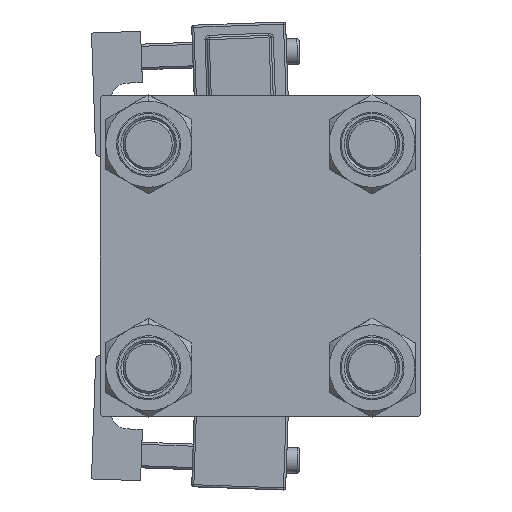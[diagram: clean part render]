
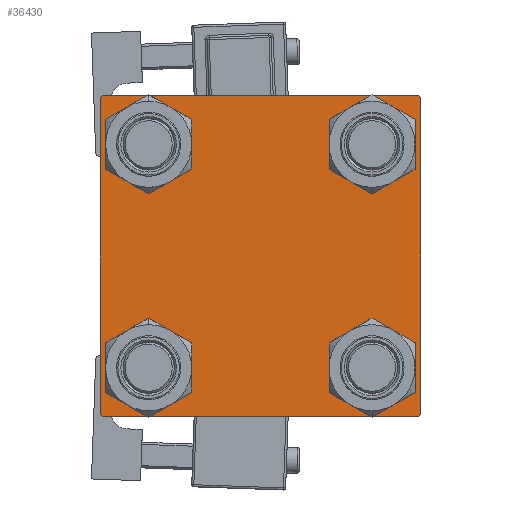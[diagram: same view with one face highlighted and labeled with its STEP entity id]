
A CAD part, left-side view. The second image highlights one B-rep face of the part: STEP entity #36430.
In plain terms, the highlighted planar face has unit normal (-1, 0, 0).
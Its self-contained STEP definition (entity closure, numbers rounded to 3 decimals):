
#31 = LINE ( 'NONE', #16252, #17433 ) ;
#352 = ORIENTED_EDGE ( 'NONE', *, *, #4082, .T. ) ;
#577 = DIRECTION ( 'NONE',  ( 1., 0., 0. ) ) ;
#768 = CIRCLE ( 'NONE', #30534, 6.5 ) ;
#929 = CARTESIAN_POINT ( 'NONE',  ( 0., -37., 37.5 ) ) ;
#1522 = ORIENTED_EDGE ( 'NONE', *, *, #7452, .T. ) ;
#1630 = AXIS2_PLACEMENT_3D ( 'NONE', #25654, #34168, #2956 ) ;
#1916 = CARTESIAN_POINT ( 'NONE',  ( 0., 37.5, -37. ) ) ;
#2819 = LINE ( 'NONE', #35013, #33825 ) ;
#2956 = DIRECTION ( 'NONE',  ( 0., 0., 1. ) ) ;
#3384 = LINE ( 'NONE', #32091, #42091 ) ;
#3747 = EDGE_CURVE ( 'NONE', #33934, #15485, #2819, .T. ) ;
#3995 = CARTESIAN_POINT ( 'NONE',  ( 0., 0., 0. ) ) ;
#4082 = EDGE_CURVE ( 'NONE', #24438, #24489, #11723, .T. ) ;
#4528 = FACE_BOUND ( 'NONE', #13534, .T. ) ;
#4777 = DIRECTION ( 'NONE',  ( 0., -0.707, -0.707 ) ) ;
#5254 = EDGE_CURVE ( 'NONE', #19329, #7307, #36471, .T. ) ;
#5814 = AXIS2_PLACEMENT_3D ( 'NONE', #27357, #43034, #34817 ) ;
#5883 = ORIENTED_EDGE ( 'NONE', *, *, #38131, .F. ) ;
#6099 = EDGE_LOOP ( 'NONE', ( #31665, #16356 ) ) ;
#6304 = DIRECTION ( 'NONE',  ( 0., 0., 1. ) ) ;
#6399 = DIRECTION ( 'NONE',  ( 0., 0.707, 0.707 ) ) ;
#6845 = EDGE_CURVE ( 'NONE', #48435, #6975, #40754, .T. ) ;
#6917 = CARTESIAN_POINT ( 'NONE',  ( 0., -37.25, 37.25 ) ) ;
#6975 = VERTEX_POINT ( 'NONE', #27352 ) ;
#7077 = CARTESIAN_POINT ( 'NONE',  ( 0., -26.15, 26.15 ) ) ;
#7307 = VERTEX_POINT ( 'NONE', #42715 ) ;
#7347 = EDGE_CURVE ( 'NONE', #42795, #40716, #26770, .T. ) ;
#7452 = EDGE_CURVE ( 'NONE', #42902, #25755, #34020, .T. ) ;
#7602 = VECTOR ( 'NONE', #42972, 1000. ) ;
#7718 = EDGE_LOOP ( 'NONE', ( #35461, #14579, #49963, #29213, #49696, #12177, #5883, #42329 ) ) ;
#8406 = CIRCLE ( 'NONE', #1630, 6.5 ) ;
#9023 = FACE_BOUND ( 'NONE', #6099, .T. ) ;
#9290 = PLANE ( 'NONE',  #49009 ) ;
#9791 = CARTESIAN_POINT ( 'NONE',  ( 0., 26.15, -19.65 ) ) ;
#9820 = DIRECTION ( 'NONE',  ( 0., -1., 0. ) ) ;
#10636 = DIRECTION ( 'NONE',  ( 0., 0., -1. ) ) ;
#11723 = CIRCLE ( 'NONE', #5814, 6.5 ) ;
#11849 = DIRECTION ( 'NONE',  ( 0., -0.707, 0.707 ) ) ;
#11960 = CARTESIAN_POINT ( 'NONE',  ( 0., 26.15, -26.15 ) ) ;
#12068 = CIRCLE ( 'NONE', #35854, 6.5 ) ;
#12177 = ORIENTED_EDGE ( 'NONE', *, *, #28593, .T. ) ;
#12232 = VERTEX_POINT ( 'NONE', #22036 ) ;
#12279 = EDGE_CURVE ( 'NONE', #15485, #42446, #43527, .T. ) ;
#12318 = VECTOR ( 'NONE', #6399, 1000. ) ;
#13005 = DIRECTION ( 'NONE',  ( -1., 0., 0. ) ) ;
#13534 = EDGE_LOOP ( 'NONE', ( #26844, #30239 ) ) ;
#14579 = ORIENTED_EDGE ( 'NONE', *, *, #38025, .T. ) ;
#15204 = CARTESIAN_POINT ( 'NONE',  ( 0., 37.5, 37. ) ) ;
#15485 = VERTEX_POINT ( 'NONE', #42893 ) ;
#15962 = DIRECTION ( 'NONE',  ( 0., 0., 1. ) ) ;
#16252 = CARTESIAN_POINT ( 'NONE',  ( 0., -37.5, 37.5 ) ) ;
#16356 = ORIENTED_EDGE ( 'NONE', *, *, #5254, .T. ) ;
#17280 = FACE_BOUND ( 'NONE', #40638, .T. ) ;
#17433 = VECTOR ( 'NONE', #32485, 1000. ) ;
#18064 = DIRECTION ( 'NONE',  ( 1., 0., 0. ) ) ;
#19047 = CARTESIAN_POINT ( 'NONE',  ( 0., 37.25, 37.25 ) ) ;
#19048 = DIRECTION ( 'NONE',  ( 0., -1., 0. ) ) ;
#19329 = VERTEX_POINT ( 'NONE', #49060 ) ;
#20333 = AXIS2_PLACEMENT_3D ( 'NONE', #7077, #39787, #23318 ) ;
#22036 = CARTESIAN_POINT ( 'NONE',  ( 0., -37.5, 37. ) ) ;
#23318 = DIRECTION ( 'NONE',  ( 0., 0., 1. ) ) ;
#24212 = CARTESIAN_POINT ( 'NONE',  ( 0., 37.25, -37.25 ) ) ;
#24438 = VERTEX_POINT ( 'NONE', #9791 ) ;
#24489 = VERTEX_POINT ( 'NONE', #46223 ) ;
#24998 = FACE_BOUND ( 'NONE', #50162, .T. ) ;
#25060 = CARTESIAN_POINT ( 'NONE',  ( 0., 26.15, 19.65 ) ) ;
#25243 = CIRCLE ( 'NONE', #32033, 6.5 ) ;
#25256 = LINE ( 'NONE', #41454, #48216 ) ;
#25536 = FACE_OUTER_BOUND ( 'NONE', #7718, .T. ) ;
#25654 = CARTESIAN_POINT ( 'NONE',  ( 0., -26.15, 26.15 ) ) ;
#25755 = VERTEX_POINT ( 'NONE', #41709 ) ;
#26770 = LINE ( 'NONE', #19047, #7602 ) ;
#26772 = VERTEX_POINT ( 'NONE', #929 ) ;
#26844 = ORIENTED_EDGE ( 'NONE', *, *, #44554, .T. ) ;
#27352 = CARTESIAN_POINT ( 'NONE',  ( 0., 26.15, 32.65 ) ) ;
#27357 = CARTESIAN_POINT ( 'NONE',  ( 0., 26.15, -26.15 ) ) ;
#28370 = EDGE_CURVE ( 'NONE', #12232, #42446, #31, .T. ) ;
#28593 = EDGE_CURVE ( 'NONE', #12232, #26772, #39623, .T. ) ;
#29213 = ORIENTED_EDGE ( 'NONE', *, *, #12279, .T. ) ;
#29584 = DIRECTION ( 'NONE',  ( 0., 0., 1. ) ) ;
#29905 = CARTESIAN_POINT ( 'NONE',  ( 0., -26.15, -19.65 ) ) ;
#30239 = ORIENTED_EDGE ( 'NONE', *, *, #6845, .T. ) ;
#30534 = AXIS2_PLACEMENT_3D ( 'NONE', #46957, #50159, #6304 ) ;
#30885 = ORIENTED_EDGE ( 'NONE', *, *, #51197, .T. ) ;
#31665 = ORIENTED_EDGE ( 'NONE', *, *, #44054, .T. ) ;
#31792 = CARTESIAN_POINT ( 'NONE',  ( 0., -26.15, -26.15 ) ) ;
#32033 = AXIS2_PLACEMENT_3D ( 'NONE', #11960, #36182, #15962 ) ;
#32048 = DIRECTION ( 'NONE',  ( 1., 0., 0. ) ) ;
#32091 = CARTESIAN_POINT ( 'NONE',  ( 0., 37.5, 37.5 ) ) ;
#32485 = DIRECTION ( 'NONE',  ( 0., 0., -1. ) ) ;
#32951 = EDGE_CURVE ( 'NONE', #40716, #51289, #3384, .T. ) ;
#33825 = VECTOR ( 'NONE', #19048, 1000. ) ;
#33934 = VERTEX_POINT ( 'NONE', #49401 ) ;
#34020 = CIRCLE ( 'NONE', #49227, 6.5 ) ;
#34168 = DIRECTION ( 'NONE',  ( 1., 0., 0. ) ) ;
#34173 = VECTOR ( 'NONE', #11849, 1000. ) ;
#34817 = DIRECTION ( 'NONE',  ( 0., 0., 1. ) ) ;
#35013 = CARTESIAN_POINT ( 'NONE',  ( 0., 37.5, -37.5 ) ) ;
#35461 = ORIENTED_EDGE ( 'NONE', *, *, #32951, .T. ) ;
#35854 = AXIS2_PLACEMENT_3D ( 'NONE', #41002, #577, #29584 ) ;
#36182 = DIRECTION ( 'NONE',  ( 1., 0., 0. ) ) ;
#36430 = ADVANCED_FACE ( 'NONE', ( #9023, #24998, #17280, #4528, #25536 ), #9290, .T. ) ;
#36471 = CIRCLE ( 'NONE', #20333, 6.5 ) ;
#37175 = EDGE_CURVE ( 'NONE', #24489, #24438, #25243, .T. ) ;
#37484 = DIRECTION ( 'NONE',  ( 0., 0., 1. ) ) ;
#38025 = EDGE_CURVE ( 'NONE', #51289, #33934, #40942, .T. ) ;
#38131 = EDGE_CURVE ( 'NONE', #42795, #26772, #25256, .T. ) ;
#39623 = LINE ( 'NONE', #6917, #12318 ) ;
#39787 = DIRECTION ( 'NONE',  ( 1., 0., 0. ) ) ;
#39809 = CARTESIAN_POINT ( 'NONE',  ( 0., -37.25, -37.25 ) ) ;
#40546 = CARTESIAN_POINT ( 'NONE',  ( 0., -37.5, -37. ) ) ;
#40638 = EDGE_LOOP ( 'NONE', ( #352, #52573 ) ) ;
#40716 = VERTEX_POINT ( 'NONE', #15204 ) ;
#40754 = CIRCLE ( 'NONE', #48365, 6.5 ) ;
#40942 = LINE ( 'NONE', #24212, #50766 ) ;
#41002 = CARTESIAN_POINT ( 'NONE',  ( 0., -26.15, -26.15 ) ) ;
#41202 = DIRECTION ( 'NONE',  ( 0., 0., 1. ) ) ;
#41454 = CARTESIAN_POINT ( 'NONE',  ( 0., 37.5, 37.5 ) ) ;
#41709 = CARTESIAN_POINT ( 'NONE',  ( 0., -26.15, -32.65 ) ) ;
#42091 = VECTOR ( 'NONE', #10636, 1000. ) ;
#42329 = ORIENTED_EDGE ( 'NONE', *, *, #7347, .T. ) ;
#42446 = VERTEX_POINT ( 'NONE', #40546 ) ;
#42715 = CARTESIAN_POINT ( 'NONE',  ( 0., -26.15, 32.65 ) ) ;
#42795 = VERTEX_POINT ( 'NONE', #52146 ) ;
#42893 = CARTESIAN_POINT ( 'NONE',  ( 0., -37., -37.5 ) ) ;
#42902 = VERTEX_POINT ( 'NONE', #29905 ) ;
#42972 = DIRECTION ( 'NONE',  ( 0., 0.707, -0.707 ) ) ;
#43034 = DIRECTION ( 'NONE',  ( 1., 0., 0. ) ) ;
#43527 = LINE ( 'NONE', #39809, #34173 ) ;
#44054 = EDGE_CURVE ( 'NONE', #7307, #19329, #8406, .T. ) ;
#44554 = EDGE_CURVE ( 'NONE', #6975, #48435, #768, .T. ) ;
#46223 = CARTESIAN_POINT ( 'NONE',  ( 0., 26.15, -32.65 ) ) ;
#46498 = CARTESIAN_POINT ( 'NONE',  ( 0., 26.15, 26.15 ) ) ;
#46957 = CARTESIAN_POINT ( 'NONE',  ( 0., 26.15, 26.15 ) ) ;
#48216 = VECTOR ( 'NONE', #9820, 1000. ) ;
#48365 = AXIS2_PLACEMENT_3D ( 'NONE', #46498, #18064, #37484 ) ;
#48435 = VERTEX_POINT ( 'NONE', #25060 ) ;
#49009 = AXIS2_PLACEMENT_3D ( 'NONE', #3995, #13005, #41202 ) ;
#49060 = CARTESIAN_POINT ( 'NONE',  ( 0., -26.15, 19.65 ) ) ;
#49227 = AXIS2_PLACEMENT_3D ( 'NONE', #31792, #32048, #52218 ) ;
#49401 = CARTESIAN_POINT ( 'NONE',  ( 0., 37., -37.5 ) ) ;
#49696 = ORIENTED_EDGE ( 'NONE', *, *, #28370, .F. ) ;
#49963 = ORIENTED_EDGE ( 'NONE', *, *, #3747, .T. ) ;
#50159 = DIRECTION ( 'NONE',  ( 1., 0., 0. ) ) ;
#50162 = EDGE_LOOP ( 'NONE', ( #1522, #30885 ) ) ;
#50766 = VECTOR ( 'NONE', #4777, 1000. ) ;
#51197 = EDGE_CURVE ( 'NONE', #25755, #42902, #12068, .T. ) ;
#51289 = VERTEX_POINT ( 'NONE', #1916 ) ;
#52146 = CARTESIAN_POINT ( 'NONE',  ( 0., 37., 37.5 ) ) ;
#52218 = DIRECTION ( 'NONE',  ( 0., 0., 1. ) ) ;
#52573 = ORIENTED_EDGE ( 'NONE', *, *, #37175, .T. ) ;
